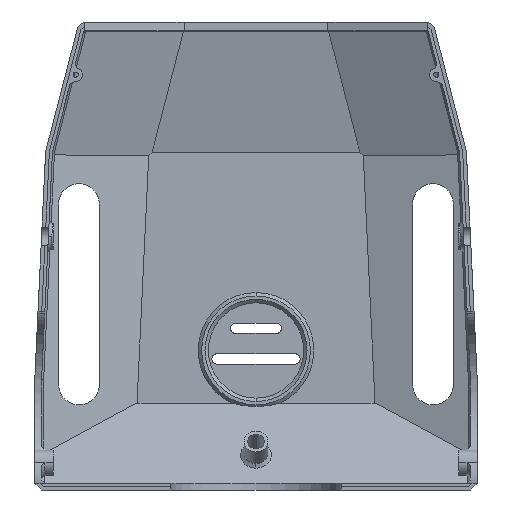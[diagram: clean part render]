
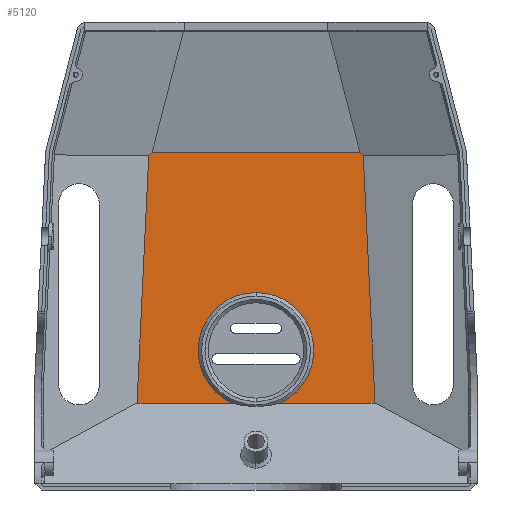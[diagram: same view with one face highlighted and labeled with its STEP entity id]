
A CAD part, front view. The second image highlights one B-rep face of the part: STEP entity #5120.
In plain terms, the highlighted planar face has unit normal (0, -1, 0).
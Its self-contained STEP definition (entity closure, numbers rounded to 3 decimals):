
#1430=CARTESIAN_POINT('',(7.101,60.,-44.446));
#1448=CARTESIAN_POINT('',(-7.101,60.,-44.446));
#1618=CARTESIAN_POINT('',(0.,60.,-29.));
#1619=DIRECTION('',(0.,-1.,0.));
#1620=DIRECTION('',(0.418,0.,-0.909));
#1621=AXIS2_PLACEMENT_3D('',#1618,#1619,#1620);
#1623=CARTESIAN_POINT('',(0.,60.,-29.));
#1624=DIRECTION('',(0.,-1.,0.));
#1625=DIRECTION('',(0.,0.,1.));
#1626=AXIS2_PLACEMENT_3D('',#1623,#1624,#1625);
#1628=DIRECTION('',(-1.,0.,0.));
#1629=VECTOR('',#1628,27.871);
#1630=CARTESIAN_POINT('',(-7.101,60.,-44.446));
#1631=LINE('',#1630,#1629);
#1632=DIRECTION('',(0.048,0.,0.999));
#1633=VECTOR('',#1632,72.68);
#1634=CARTESIAN_POINT('',(-34.972,60.,-44.446));
#1635=LINE('',#1634,#1633);
#1636=DIRECTION('',(0.668,0.,0.745));
#1637=VECTOR('',#1636,1.531);
#1638=CARTESIAN_POINT('',(-31.515,60.,28.152));
#1639=LINE('',#1638,#1637);
#1640=DIRECTION('',(1.,0.,0.));
#1641=VECTOR('',#1640,60.986);
#1642=CARTESIAN_POINT('',(-30.493,60.,29.292));
#1643=LINE('',#1642,#1641);
#1644=DIRECTION('',(0.668,0.,-0.745));
#1645=VECTOR('',#1644,1.531);
#1646=CARTESIAN_POINT('',(30.493,60.,29.292));
#1647=LINE('',#1646,#1645);
#1648=DIRECTION('',(0.048,0.,-0.999));
#1649=VECTOR('',#1648,72.68);
#1650=CARTESIAN_POINT('',(31.515,60.,28.152));
#1651=LINE('',#1650,#1649);
#1652=DIRECTION('',(-1.,0.,0.));
#1653=VECTOR('',#1652,27.871);
#1654=CARTESIAN_POINT('',(34.972,60.,-44.446));
#1655=LINE('',#1654,#1653);
#2541=CARTESIAN_POINT('',(31.515,60.,28.152));
#2542=CARTESIAN_POINT('',(34.972,60.,-44.446));
#2543=VERTEX_POINT('',#2541);
#2544=VERTEX_POINT('',#2542);
#2545=CARTESIAN_POINT('',(-34.972,60.,-44.446));
#2546=CARTESIAN_POINT('',(-31.515,60.,28.152));
#2547=VERTEX_POINT('',#2545);
#2548=VERTEX_POINT('',#2546);
#2549=CARTESIAN_POINT('',(-30.493,60.,29.292));
#2550=CARTESIAN_POINT('',(30.493,60.,29.292));
#2551=VERTEX_POINT('',#2549);
#2552=VERTEX_POINT('',#2550);
#3052=VERTEX_POINT('',#1430);
#3057=CARTESIAN_POINT('',(0.,60.,-12.));
#3058=VERTEX_POINT('',#3057);
#3059=VERTEX_POINT('',#1448);
#5101=CARTESIAN_POINT('',(0.,60.,0.));
#5102=DIRECTION('',(0.,1.,0.));
#5103=DIRECTION('',(1.,0.,0.));
#5104=AXIS2_PLACEMENT_3D('',#5101,#5102,#5103);
#5105=PLANE('',#5104);
#5106=ORIENTED_EDGE('',*,*,#5081,.T.);
#5107=ORIENTED_EDGE('',*,*,#5092,.T.);
#5108=ORIENTED_EDGE('',*,*,#4812,.T.);
#5110=ORIENTED_EDGE('',*,*,#5109,.T.);
#5112=ORIENTED_EDGE('',*,*,#5111,.T.);
#5114=ORIENTED_EDGE('',*,*,#5113,.T.);
#5115=ORIENTED_EDGE('',*,*,#4716,.T.);
#5116=ORIENTED_EDGE('',*,*,#4739,.T.);
#5117=ORIENTED_EDGE('',*,*,#4803,.T.);
#5118=EDGE_LOOP('',(#5106,#5107,#5108,#5110,#5112,#5114,#5115,#5116,#5117));
#5119=FACE_OUTER_BOUND('',#5118,.F.);
#1622=CIRCLE('',#1621,17.);
#1627=CIRCLE('',#1626,17.);
#4716=EDGE_CURVE('',#2552,#2543,#1647,.T.);
#4739=EDGE_CURVE('',#2543,#2544,#1651,.T.);
#4803=EDGE_CURVE('',#2544,#3052,#1655,.T.);
#4812=EDGE_CURVE('',#3059,#2547,#1631,.T.);
#5081=EDGE_CURVE('',#3052,#3058,#1622,.T.);
#5092=EDGE_CURVE('',#3058,#3059,#1627,.T.);
#5109=EDGE_CURVE('',#2547,#2548,#1635,.T.);
#5111=EDGE_CURVE('',#2548,#2551,#1639,.T.);
#5113=EDGE_CURVE('',#2551,#2552,#1643,.T.);
#5120=ADVANCED_FACE('',(#5119),#5105,.F.);
